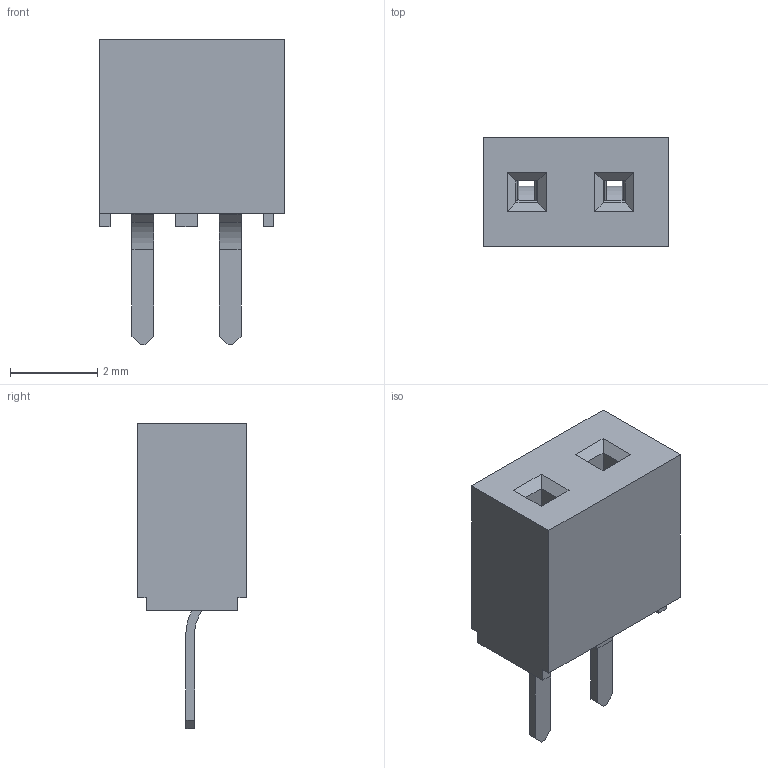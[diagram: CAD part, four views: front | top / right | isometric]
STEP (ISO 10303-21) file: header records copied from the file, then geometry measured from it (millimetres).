
FILE_DESCRIPTION( ( 'Unknown' ), '1' );
FILE_NAME( '62000611821-2pin.stp', 'Unknown', ( 'Unknown' ), ( 'Unknown' ), 'XStep 1.0', 'Unknown', ' ' );
FILE_SCHEMA( ( 'automotive_design' ) );
Length unit declared in the file: millimetre
Products named in the file (1): 6200xx11821
Bounding box: 4.25 x 2.5 x 7 mm (x, y, z)
Volume: 31.2 mm3; surface area: 156.6 mm2
Topology: 1 solids, 1 shells, 178 faces, 496 edges, 320 vertices
Faces by surface type: plane 114, cylinder 56, bspline 8
Entity records: 7420 total; most frequent: CARTESIAN_POINT 1359, ORIENTED_EDGE 992, DIRECTION 934, EDGE_CURVE 496, LINE 368, VECTOR 368, VERTEX_POINT 320, AXIS2_PLACEMENT_3D 283
